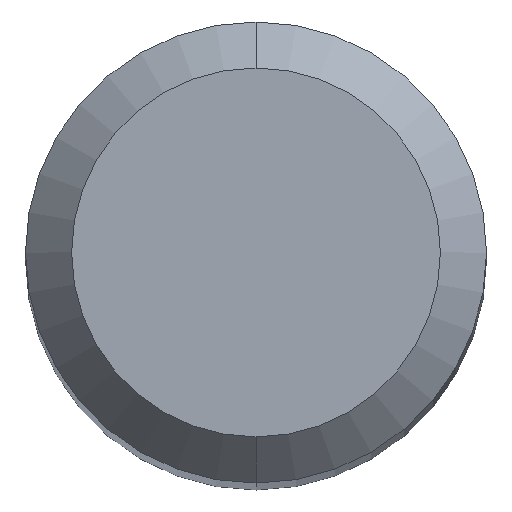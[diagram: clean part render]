
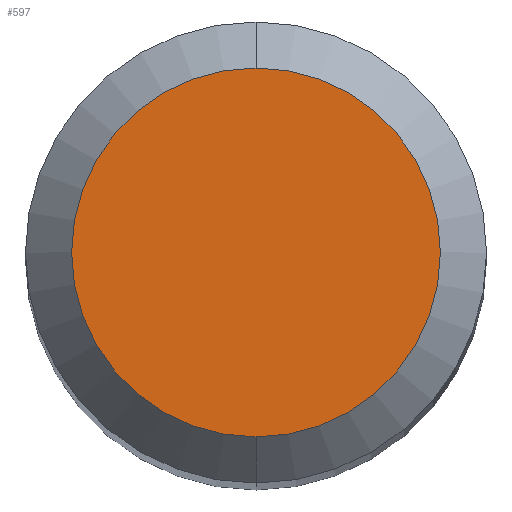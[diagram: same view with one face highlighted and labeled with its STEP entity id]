
A CAD part, top view. The second image highlights one B-rep face of the part: STEP entity #597.
In plain terms, the highlighted planar face has unit normal (0, 0, 1).
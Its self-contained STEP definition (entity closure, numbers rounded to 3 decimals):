
#371=EDGE_CURVE('',#721,#441,#1006,.T.);
#419=EDGE_CURVE('',#441,#721,#1059,.T.);
#441=VERTEX_POINT('',#1085);
#597=ADVANCED_FACE('',(#1249),#1250,.T.);
#721=VERTEX_POINT('',#1391);
#1006=CIRCLE('',#1777,1.2);
#1059=CIRCLE('',#1989,1.2);
#1085=CARTESIAN_POINT('',(0.0,1.2,0.0));
#1249=FACE_OUTER_BOUND('',#2923,.T.);
#1250=PLANE('',#2924);
#1391=CARTESIAN_POINT('',(0.,-1.2,0.0));
#1777=AXIS2_PLACEMENT_3D('',#4839,#4840,#4841);
#1989=AXIS2_PLACEMENT_3D('',#4890,#4891,#4892);
#2923=EDGE_LOOP('',(#5070,#5071));
#2924=AXIS2_PLACEMENT_3D('',#5072,#5073,#5074);
#4839=CARTESIAN_POINT('',(0.0,0.0,0.0));
#4840=DIRECTION('',(0.0,0.0,-1.0));
#4841=DIRECTION('',(0.0,1.0,0.0));
#4890=CARTESIAN_POINT('',(0.0,0.0,0.0));
#4891=DIRECTION('',(0.0,0.0,-1.0));
#4892=DIRECTION('',(0.0,1.0,0.0));
#5070=ORIENTED_EDGE('',*,*,#419,.F.);
#5071=ORIENTED_EDGE('',*,*,#371,.F.);
#5072=CARTESIAN_POINT('',(0.0,0.6,0.0));
#5073=DIRECTION('',(-0.0,0.0,1.0));
#5074=DIRECTION('',(0.0,-1.0,0.0));
